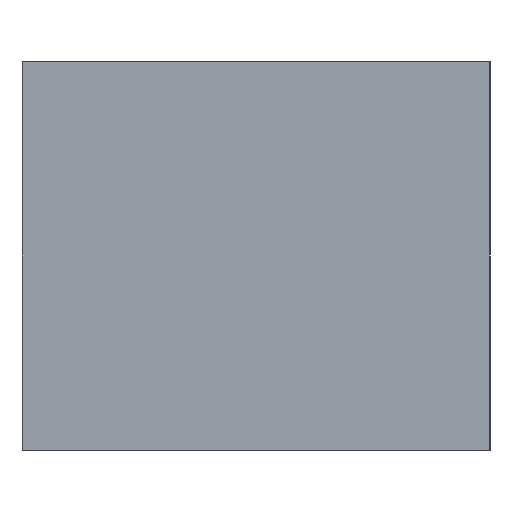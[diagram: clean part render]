
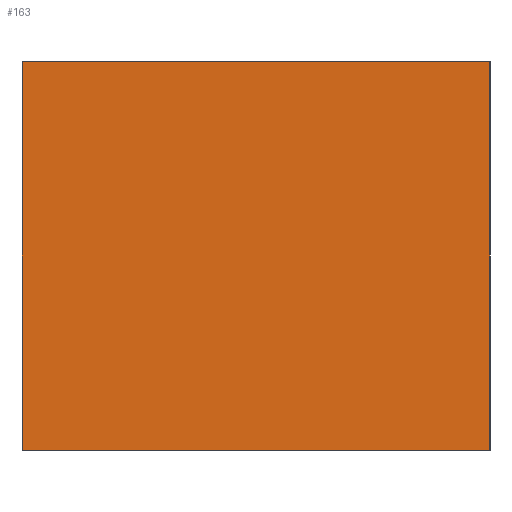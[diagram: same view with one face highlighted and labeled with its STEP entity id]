
A CAD part, left-side view. The second image highlights one B-rep face of the part: STEP entity #163.
In plain terms, the highlighted planar face has unit normal (-1, 0, 0).
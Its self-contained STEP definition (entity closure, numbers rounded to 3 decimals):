
#5 = DIRECTION ( 'NONE',  ( 0., -1., 0. ) ) ;
#8 = CARTESIAN_POINT ( 'NONE',  ( -1.012, 2.182, 2.54 ) ) ;
#27 = VERTEX_POINT ( 'NONE', #72 ) ;
#33 = DIRECTION ( 'NONE',  ( 0., 0., -1. ) ) ;
#36 = VECTOR ( 'NONE', #67, 1000. ) ;
#40 = EDGE_CURVE ( 'NONE', #173, #103, #118, .T. ) ;
#41 = CARTESIAN_POINT ( 'NONE',  ( -1.012, 2.182, 2.54 ) ) ;
#43 = CARTESIAN_POINT ( 'NONE',  ( -1.012, 2.182, 2.54 ) ) ;
#47 = CARTESIAN_POINT ( 'NONE',  ( -1.012, 2.182, 2.54 ) ) ;
#49 = VECTOR ( 'NONE', #5, 1000. ) ;
#64 = DIRECTION ( 'NONE',  ( 0., 0., -1. ) ) ;
#66 = AXIS2_PLACEMENT_3D ( 'NONE', #8, #171, #137 ) ;
#67 = DIRECTION ( 'NONE',  ( 0., -1., 0. ) ) ;
#68 = CARTESIAN_POINT ( 'NONE',  ( -1.012, -0.882, 2.54 ) ) ;
#72 = CARTESIAN_POINT ( 'NONE',  ( -1.012, -0.882, 2.54 ) ) ;
#75 = CARTESIAN_POINT ( 'NONE',  ( -1.012, 2.182, 0. ) ) ;
#86 = CARTESIAN_POINT ( 'NONE',  ( -1.012, -0.882, 0. ) ) ;
#89 = EDGE_CURVE ( 'NONE', #91, #173, #129, .T. ) ;
#91 = VERTEX_POINT ( 'NONE', #41 ) ;
#102 = EDGE_LOOP ( 'NONE', ( #196, #178, #152, #120 ) ) ;
#103 = VERTEX_POINT ( 'NONE', #86 ) ;
#118 = LINE ( 'NONE', #75, #36 ) ;
#120 = ORIENTED_EDGE ( 'NONE', *, *, #89, .T. ) ;
#123 = LINE ( 'NONE', #47, #49 ) ;
#127 = FACE_OUTER_BOUND ( 'NONE', #102, .T. ) ;
#129 = LINE ( 'NONE', #43, #168 ) ;
#137 = DIRECTION ( 'NONE',  ( 0., 0., -1. ) ) ;
#138 = EDGE_CURVE ( 'NONE', #91, #27, #123, .T. ) ;
#143 = LINE ( 'NONE', #68, #169 ) ;
#152 = ORIENTED_EDGE ( 'NONE', *, *, #138, .F. ) ;
#163 = ADVANCED_FACE ( 'NONE', ( #127 ), #212, .F. ) ;
#168 = VECTOR ( 'NONE', #33, 1000. ) ;
#169 = VECTOR ( 'NONE', #64, 1000. ) ;
#171 = DIRECTION ( 'NONE',  ( 1., 0., 0. ) ) ;
#173 = VERTEX_POINT ( 'NONE', #202 ) ;
#178 = ORIENTED_EDGE ( 'NONE', *, *, #185, .F. ) ;
#185 = EDGE_CURVE ( 'NONE', #27, #103, #143, .T. ) ;
#196 = ORIENTED_EDGE ( 'NONE', *, *, #40, .T. ) ;
#202 = CARTESIAN_POINT ( 'NONE',  ( -1.012, 2.182, 0. ) ) ;
#212 = PLANE ( 'NONE',  #66 ) ;
